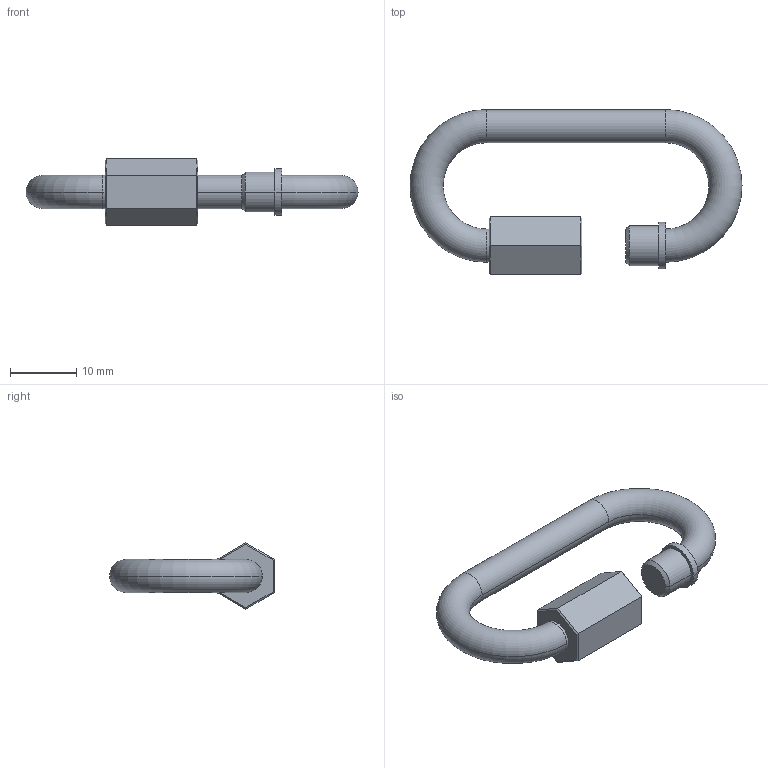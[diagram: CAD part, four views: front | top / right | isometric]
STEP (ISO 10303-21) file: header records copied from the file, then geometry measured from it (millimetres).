
FILE_DESCRIPTION((''),'2;1');
FILE_NAME('2799_COSCH_EDELSTAHLTECHNIK','2021-09-26T13:22:32',('Gogel'),('CAD_Service Gogel'),'CREO PARAMETRIC BY PTC INC, 2018420','CREO PARAMETRIC BY PTC INC, 2018420','');
FILE_SCHEMA(('AUTOMOTIVE_DESIGN { 1 0 10303 214 1 1 1 1 }'));
Length unit declared in the file: millimetre
Products named in the file (1): 2799_COSCH_EDELSTAHLTECHNIK
Bounding box: 50 x 24.83 x 10 mm (x, y, z)
Volume: 2531.7 mm3; surface area: 2352.4 mm2
Topology: 1 solids, 2 shells, 46 faces, 103 edges, 63 vertices
Faces by surface type: plane 24, cylinder 12, cone 6, torus 4
Entity records: 1782 total; most frequent: DIRECTION 275, CARTESIAN_POINT 236, ORIENTED_EDGE 188, AXIS2_PLACEMENT_3D 100, EDGE_CURVE 96, VECTOR 69, LINE 69, VERTEX_POINT 57
